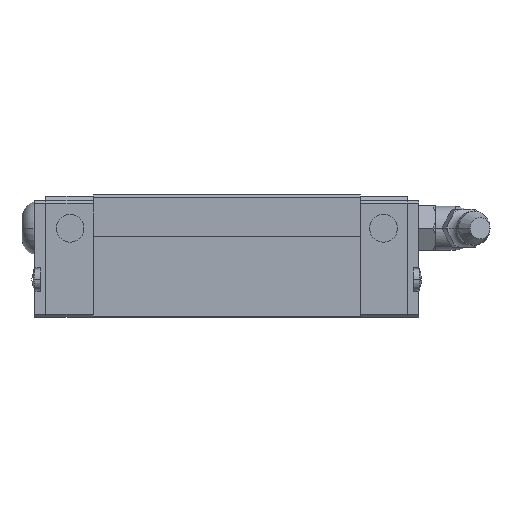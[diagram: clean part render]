
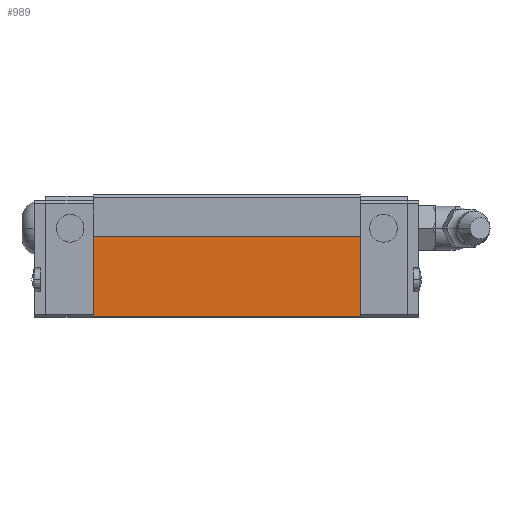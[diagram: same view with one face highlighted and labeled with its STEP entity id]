
A CAD part, left-side view. The second image highlights one B-rep face of the part: STEP entity #989.
In plain terms, the highlighted planar face has unit normal (-1, 0, 0).
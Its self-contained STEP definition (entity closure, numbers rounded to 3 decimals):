
#989=ADVANCED_FACE('',(#2029),#2030,.T.);
#2029=FACE_OUTER_BOUND('',#3109,.T.);
#2030=PLANE('',#3110);
#3109=EDGE_LOOP('',(#6131,#6132,#6133,#6134,#6135,#6136));
#3110=AXIS2_PLACEMENT_3D('',#6137,#6138,#6139);
#6131=ORIENTED_EDGE('',*,*,#7575,.F.);
#6132=ORIENTED_EDGE('',*,*,#7605,.F.);
#6133=ORIENTED_EDGE('',*,*,#7500,.F.);
#6134=ORIENTED_EDGE('',*,*,#7416,.F.);
#6135=ORIENTED_EDGE('',*,*,#7603,.T.);
#6136=ORIENTED_EDGE('',*,*,#6922,.F.);
#6137=CARTESIAN_POINT('',(-20.625,34.551,6.5));
#6138=DIRECTION('',(-1.0,0.0,0.0));
#6139=DIRECTION('',(0.0,0.0,1.0));
#6922=EDGE_CURVE('',#8465,#8466,#8467,.T.);
#7416=EDGE_CURVE('',#9183,#9184,#9185,.T.);
#7500=EDGE_CURVE('',#9184,#9304,#9305,.T.);
#7575=EDGE_CURVE('',#9383,#8465,#9385,.T.);
#7603=EDGE_CURVE('',#9183,#8466,#9413,.T.);
#7605=EDGE_CURVE('',#9304,#9383,#9415,.T.);
#8465=VERTEX_POINT('',#11103);
#8466=VERTEX_POINT('',#11104);
#8467=LINE('',#11105,#11106);
#9183=VERTEX_POINT('',#12529);
#9184=VERTEX_POINT('',#12530);
#9185=LINE('',#12531,#12532);
#9304=VERTEX_POINT('',#12705);
#9305=LINE('',#12706,#12707);
#9383=VERTEX_POINT('',#12824);
#9385=LINE('',#12827,#12828);
#9413=LINE('',#12868,#12869);
#9415=LINE('',#12871,#12872);
#11103=CARTESIAN_POINT('',(-20.625,58.601,6.435));
#11104=CARTESIAN_POINT('',(-20.625,58.601,20.5));
#11105=CARTESIAN_POINT('',(-20.625,58.601,11.75));
#11106=VECTOR('',#13534,1.0);
#12529=CARTESIAN_POINT('',(-20.625,10.501,20.5));
#12530=CARTESIAN_POINT('',(-20.625,10.501,6.435));
#12531=CARTESIAN_POINT('',(-20.625,10.501,11.75));
#12532=VECTOR('',#13980,1.0);
#12705=CARTESIAN_POINT('',(-20.625,10.501,6.125));
#12706=CARTESIAN_POINT('',(-20.625,10.501,11.75));
#12707=VECTOR('',#14053,1.0);
#12824=CARTESIAN_POINT('',(-20.625,58.601,6.125));
#12827=CARTESIAN_POINT('',(-20.625,58.601,11.75));
#12828=VECTOR('',#14094,1.0);
#12868=CARTESIAN_POINT('',(-20.625,34.551,20.5));
#12869=VECTOR('',#14119,1.0);
#12871=CARTESIAN_POINT('',(-20.625,46.576,6.125));
#12872=VECTOR('',#14120,1.0);
#13534=DIRECTION('',(0.0,0.0,1.0));
#13980=DIRECTION('',(-0.0,-0.0,-1.0));
#14053=DIRECTION('',(-0.0,-0.0,-1.0));
#14094=DIRECTION('',(0.0,0.0,1.0));
#14119=DIRECTION('',(0.0,1.0,0.0));
#14120=DIRECTION('',(0.0,1.0,-0.0));
